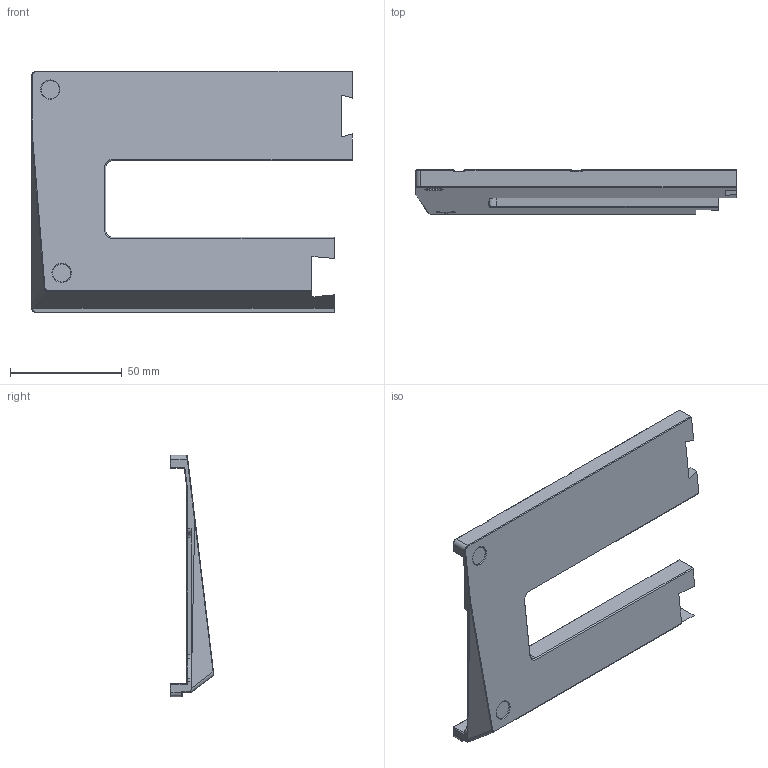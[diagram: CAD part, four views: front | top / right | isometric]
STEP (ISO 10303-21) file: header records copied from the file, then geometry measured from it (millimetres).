
FILE_DESCRIPTION(/* description */ (''),/* implementation_level */ '2;1');
FILE_NAME(/* name */ 'bottomleft.stp',/* time_stamp */ '2023-11-01T19:19:32-05:00',/* author */ ('Eric'),/* organization */ (''),/* preprocessor_version */ 'ST-DEVELOPER v19',/* originating_system */ 'Autodesk Inventor 2023',/* authorisation */ '');
FILE_SCHEMA (('AUTOMOTIVE_DESIGN { 1 0 10303 214 3 1 1 }'));
Length unit declared in the file: inch
Products named in the file (1): bottomleft
Bounding box: 143.22 x 19.53 x 107.95 mm (x, y, z)
Volume: 66440.7 mm3; surface area: 31698 mm2
Topology: 1 solids, 1 shells, 304 faces, 756 edges, 464 vertices
Faces by surface type: plane 153, cylinder 73, cone 67, bspline 11
Full cylindrical faces by diameter (mm): 6.5 x4, 8.2 x2
Entity records: 9568 total; most frequent: CARTESIAN_POINT 1933, DIRECTION 1537, ORIENTED_EDGE 1512, EDGE_CURVE 756, AXIS2_PLACEMENT_3D 516, LINE 505, VECTOR 505, VERTEX_POINT 464
